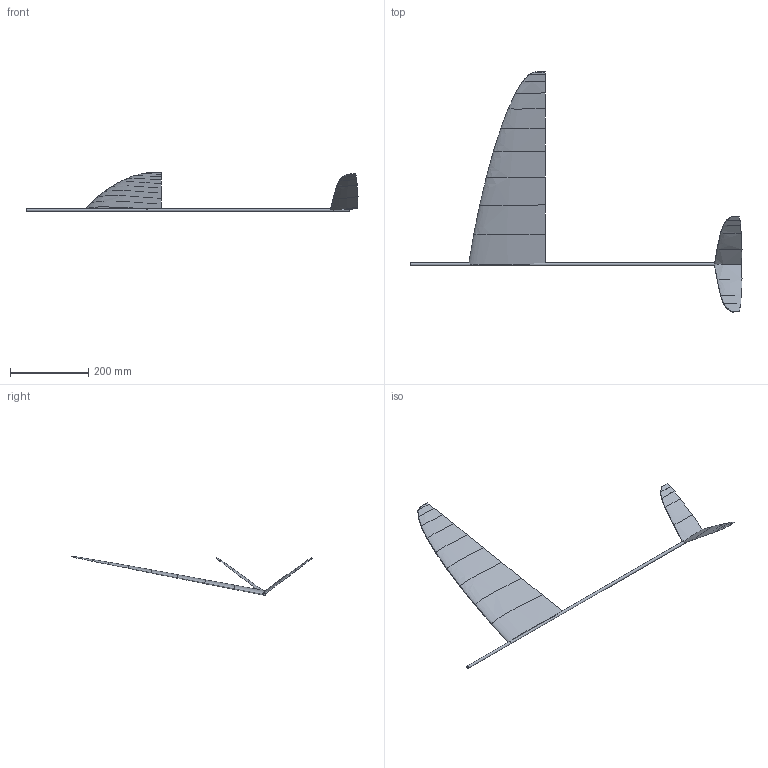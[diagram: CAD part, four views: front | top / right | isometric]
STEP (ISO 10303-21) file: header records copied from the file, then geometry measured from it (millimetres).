
FILE_DESCRIPTION(('Open CASCADE Model'),'2;1');
FILE_NAME('Open CASCADE Shape Model','2023-02-16T00:52:03',('Author'),( 'Open CASCADE'),'Open CASCADE STEP processor 7.6','Open CASCADE 7.6' ,'Unknown');
FILE_SCHEMA(('AUTOMOTIVE_DESIGN { 1 0 10303 214 1 1 1 1 }'));
Length unit declared in the file: millimetre
Products named in the file (4): Open CASCADE STEP translator 7.6 1; Open CASCADE STEP translator 7.6 1.1; Open CASCADE STEP translator 7.6 1.2; Open CASCADE STEP translator 7.6 1.3
Assembly tree (3 placements, depth 2):
  Open CASCADE STEP translator 7.6 1
    Open CASCADE STEP translator 7.6 1.1
    Open CASCADE STEP translator 7.6 1.2
    Open CASCADE STEP translator 7.6 1.3
Bounding box: 847.51 x 612.82 x 99.97 mm (x, y, z)
Volume: 274070.9 mm3; surface area: 190978.5 mm2
Topology: 3 solids, 3 shells, 34 faces, 57 edges, 29 vertices
Faces by surface type: bspline 24, plane 10
Entity records: 25820 total; most frequent: CARTESIAN_POINT 24920, B_SPLINE_CURVE_WITH_KNOTS 168, ORIENTED_EDGE 114, PCURVE 114, DEFINITIONAL_REPRESENTATION 114, EDGE_CURVE 57, SURFACE_CURVE 36, ADVANCED_FACE 34
